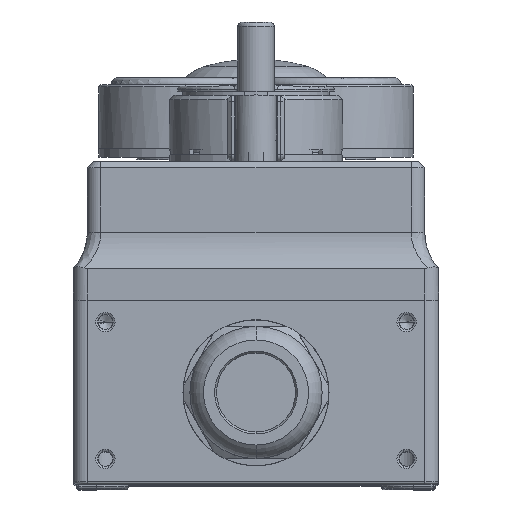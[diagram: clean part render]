
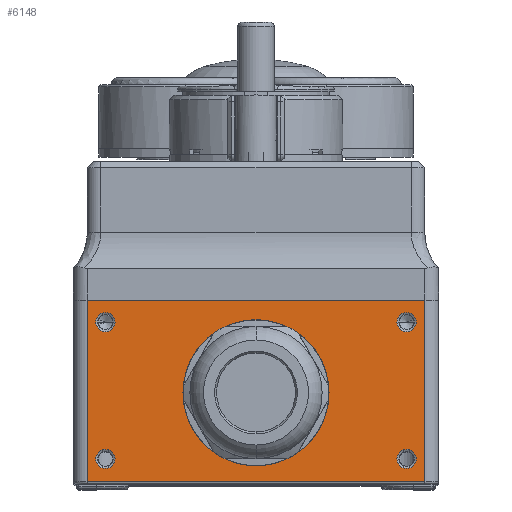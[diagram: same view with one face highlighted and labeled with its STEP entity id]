
A CAD part, top view. The second image highlights one B-rep face of the part: STEP entity #6148.
In plain terms, the highlighted planar face has unit normal (0, 0, 1).
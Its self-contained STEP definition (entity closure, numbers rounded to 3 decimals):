
#645 = DIRECTION ( 'NONE',  ( 1., 0., 0. ) ) ;
#3225 = FACE_BOUND ( 'NONE', #22221, .T. ) ;
#3857 = DIRECTION ( 'NONE',  ( 0., 0., 1. ) ) ;
#4368 = ORIENTED_EDGE ( 'NONE', *, *, #113094, .T. ) ;
#4771 = CARTESIAN_POINT ( 'NONE',  ( -30.9, 35.5, 92.5 ) ) ;
#5760 = ORIENTED_EDGE ( 'NONE', *, *, #108693, .T. ) ;
#6148 = ADVANCED_FACE ( 'NONE', ( #3225, #7173, #132326, #102951, #99047, #65683 ), #55263, .F. ) ;
#7173 = FACE_BOUND ( 'NONE', #37518, .T. ) ;
#9392 = CARTESIAN_POINT ( 'NONE',  ( 35.1, 35.5, 92.5 ) ) ;
#12353 = DIRECTION ( 'NONE',  ( 1., 0., 0. ) ) ;
#12698 = CARTESIAN_POINT ( 'NONE',  ( -30.9, 5.5, 92.5 ) ) ;
#13853 = LINE ( 'NONE', #138580, #35357 ) ;
#13860 = ORIENTED_EDGE ( 'NONE', *, *, #148711, .F. ) ;
#15527 = CIRCLE ( 'NONE', #73541, 2.1 ) ;
#15909 = CARTESIAN_POINT ( 'NONE',  ( 0., 20., 92.5 ) ) ;
#16526 = EDGE_LOOP ( 'NONE', ( #4368, #90849, #76015, #5760 ) ) ;
#18986 = AXIS2_PLACEMENT_3D ( 'NONE', #78651, #3857, #91259 ) ;
#22221 = EDGE_LOOP ( 'NONE', ( #13860, #39074 ) ) ;
#23634 = LINE ( 'NONE', #147251, #148853 ) ;
#24195 = VECTOR ( 'NONE', #132798, 1000. ) ;
#27048 = VERTEX_POINT ( 'NONE', #122069 ) ;
#27948 = ORIENTED_EDGE ( 'NONE', *, *, #43609, .F. ) ;
#28440 = DIRECTION ( 'NONE',  ( 1., 0., 0. ) ) ;
#29224 = CIRCLE ( 'NONE', #96942, 12.6 ) ;
#29269 = CARTESIAN_POINT ( 'NONE',  ( 37., 40.3, 92.5 ) ) ;
#30966 = EDGE_CURVE ( 'NONE', #65149, #154661, #29224, .T. ) ;
#31589 = AXIS2_PLACEMENT_3D ( 'NONE', #67258, #155318, #80441 ) ;
#31651 = ORIENTED_EDGE ( 'NONE', *, *, #144364, .F. ) ;
#32242 = CARTESIAN_POINT ( 'NONE',  ( 33., 5.5, 92.5 ) ) ;
#32753 = CARTESIAN_POINT ( 'NONE',  ( 37., 40.3, 92.5 ) ) ;
#35357 = VECTOR ( 'NONE', #126052, 1000. ) ;
#37518 = EDGE_LOOP ( 'NONE', ( #31651, #132726 ) ) ;
#38918 = CARTESIAN_POINT ( 'NONE',  ( -35.1, 35.5, 92.5 ) ) ;
#39074 = ORIENTED_EDGE ( 'NONE', *, *, #30966, .F. ) ;
#39950 = CARTESIAN_POINT ( 'NONE',  ( 33., 5.5, 92.5 ) ) ;
#41526 = AXIS2_PLACEMENT_3D ( 'NONE', #39950, #127441, #52474 ) ;
#42389 = ORIENTED_EDGE ( 'NONE', *, *, #104873, .F. ) ;
#43308 = VERTEX_POINT ( 'NONE', #9392 ) ;
#43609 = EDGE_CURVE ( 'NONE', #129517, #136492, #111051, .T. ) ;
#44824 = DIRECTION ( 'NONE',  ( -1., 0., 0. ) ) ;
#47394 = CARTESIAN_POINT ( 'NONE',  ( -12.6, 20., 92.5 ) ) ;
#48030 = CARTESIAN_POINT ( 'NONE',  ( 33., 35.5, 92.5 ) ) ;
#48977 = EDGE_LOOP ( 'NONE', ( #133793, #126847 ) ) ;
#51061 = CARTESIAN_POINT ( 'NONE',  ( 33., 35.5, 92.5 ) ) ;
#52474 = DIRECTION ( 'NONE',  ( -1., 0., 0. ) ) ;
#55263 = PLANE ( 'NONE',  #31589 ) ;
#56502 = CIRCLE ( 'NONE', #76442, 2.1 ) ;
#57954 = EDGE_CURVE ( 'NONE', #74247, #43308, #56502, .T. ) ;
#58515 = VERTEX_POINT ( 'NONE', #73839 ) ;
#60457 = CARTESIAN_POINT ( 'NONE',  ( 37., 0.5, 92.5 ) ) ;
#60577 = DIRECTION ( 'NONE',  ( -1., 0., 0. ) ) ;
#63549 = DIRECTION ( 'NONE',  ( -1., 0., 0. ) ) ;
#64268 = EDGE_LOOP ( 'NONE', ( #83614, #42389 ) ) ;
#64816 = DIRECTION ( 'NONE',  ( 0., 0., 1. ) ) ;
#65149 = VERTEX_POINT ( 'NONE', #47394 ) ;
#65683 = FACE_OUTER_BOUND ( 'NONE', #16526, .T. ) ;
#67258 = CARTESIAN_POINT ( 'NONE',  ( -40., 40.3, 92.5 ) ) ;
#70254 = EDGE_LOOP ( 'NONE', ( #76089, #27948 ) ) ;
#72224 = DIRECTION ( 'NONE',  ( 0., 0., 1. ) ) ;
#72688 = EDGE_CURVE ( 'NONE', #155869, #76153, #161156, .T. ) ;
#72802 = VECTOR ( 'NONE', #120441, 1000. ) ;
#73541 = AXIS2_PLACEMENT_3D ( 'NONE', #162120, #87236, #12353 ) ;
#73839 = CARTESIAN_POINT ( 'NONE',  ( 35.1, 5.5, 92.5 ) ) ;
#74247 = VERTEX_POINT ( 'NONE', #89354 ) ;
#74866 = EDGE_CURVE ( 'NONE', #58515, #116874, #134393, .T. ) ;
#75412 = DIRECTION ( 'NONE',  ( 0., 0., 1. ) ) ;
#76015 = ORIENTED_EDGE ( 'NONE', *, *, #127339, .F. ) ;
#76089 = ORIENTED_EDGE ( 'NONE', *, *, #95332, .F. ) ;
#76153 = VERTEX_POINT ( 'NONE', #29269 ) ;
#76442 = AXIS2_PLACEMENT_3D ( 'NONE', #51061, #138532, #63549 ) ;
#78651 = CARTESIAN_POINT ( 'NONE',  ( -33., 35.5, 92.5 ) ) ;
#79628 = AXIS2_PLACEMENT_3D ( 'NONE', #150352, #75412, #645 ) ;
#80441 = DIRECTION ( 'NONE',  ( -1., 0., 0. ) ) ;
#81356 = AXIS2_PLACEMENT_3D ( 'NONE', #139784, #64816, #152301 ) ;
#83614 = ORIENTED_EDGE ( 'NONE', *, *, #74866, .F. ) ;
#87236 = DIRECTION ( 'NONE',  ( 0., 0., 1. ) ) ;
#89354 = CARTESIAN_POINT ( 'NONE',  ( 30.9, 35.5, 92.5 ) ) ;
#90849 = ORIENTED_EDGE ( 'NONE', *, *, #72688, .T. ) ;
#91259 = DIRECTION ( 'NONE',  ( 1., 0., 0. ) ) ;
#95332 = EDGE_CURVE ( 'NONE', #136492, #129517, #15527, .T. ) ;
#96942 = AXIS2_PLACEMENT_3D ( 'NONE', #147182, #72224, #159718 ) ;
#99047 = FACE_BOUND ( 'NONE', #70254, .T. ) ;
#100728 = AXIS2_PLACEMENT_3D ( 'NONE', #15909, #103361, #28440 ) ;
#101235 = CARTESIAN_POINT ( 'NONE',  ( 30.9, 5.5, 92.5 ) ) ;
#102154 = LINE ( 'NONE', #158106, #72802 ) ;
#102951 = FACE_BOUND ( 'NONE', #48977, .T. ) ;
#103361 = DIRECTION ( 'NONE',  ( 0., 0., 1. ) ) ;
#104873 = EDGE_CURVE ( 'NONE', #116874, #58515, #161951, .T. ) ;
#106252 = CIRCLE ( 'NONE', #81356, 2.1 ) ;
#108693 = EDGE_CURVE ( 'NONE', #119269, #27048, #13853, .T. ) ;
#111051 = CIRCLE ( 'NONE', #18986, 2.1 ) ;
#113094 = EDGE_CURVE ( 'NONE', #27048, #155869, #23634, .T. ) ;
#113427 = AXIS2_PLACEMENT_3D ( 'NONE', #32242, #119740, #44824 ) ;
#116874 = VERTEX_POINT ( 'NONE', #101235 ) ;
#117970 = CIRCLE ( 'NONE', #144345, 2.1 ) ;
#119269 = VERTEX_POINT ( 'NONE', #159433 ) ;
#119740 = DIRECTION ( 'NONE',  ( 0., 0., 1. ) ) ;
#120441 = DIRECTION ( 'NONE',  ( 1., 0., 0. ) ) ;
#122069 = CARTESIAN_POINT ( 'NONE',  ( -37., 0.5, 92.5 ) ) ;
#123312 = CIRCLE ( 'NONE', #79628, 2.1 ) ;
#126052 = DIRECTION ( 'NONE',  ( 0., -1., 0. ) ) ;
#126847 = ORIENTED_EDGE ( 'NONE', *, *, #147369, .F. ) ;
#127339 = EDGE_CURVE ( 'NONE', #119269, #76153, #102154, .T. ) ;
#127441 = DIRECTION ( 'NONE',  ( 0., 0., 1. ) ) ;
#129430 = VERTEX_POINT ( 'NONE', #12698 ) ;
#129517 = VERTEX_POINT ( 'NONE', #38918 ) ;
#132326 = FACE_BOUND ( 'NONE', #64268, .T. ) ;
#132726 = ORIENTED_EDGE ( 'NONE', *, *, #57954, .F. ) ;
#132798 = DIRECTION ( 'NONE',  ( 0., 1., 0. ) ) ;
#133793 = ORIENTED_EDGE ( 'NONE', *, *, #142991, .F. ) ;
#134393 = CIRCLE ( 'NONE', #41526, 2.1 ) ;
#134642 = DIRECTION ( 'NONE',  ( 1., 0., 0. ) ) ;
#135514 = DIRECTION ( 'NONE',  ( 0., 0., 1. ) ) ;
#136492 = VERTEX_POINT ( 'NONE', #4771 ) ;
#138532 = DIRECTION ( 'NONE',  ( 0., 0., 1. ) ) ;
#138580 = CARTESIAN_POINT ( 'NONE',  ( -37., 40.3, 92.5 ) ) ;
#139784 = CARTESIAN_POINT ( 'NONE',  ( -33., 5.5, 92.5 ) ) ;
#142991 = EDGE_CURVE ( 'NONE', #129430, #146545, #106252, .T. ) ;
#144345 = AXIS2_PLACEMENT_3D ( 'NONE', #48030, #135514, #60577 ) ;
#144364 = EDGE_CURVE ( 'NONE', #43308, #74247, #117970, .T. ) ;
#146545 = VERTEX_POINT ( 'NONE', #156133 ) ;
#147182 = CARTESIAN_POINT ( 'NONE',  ( 0., 20., 92.5 ) ) ;
#147251 = CARTESIAN_POINT ( 'NONE',  ( -40., 0.5, 92.5 ) ) ;
#147369 = EDGE_CURVE ( 'NONE', #146545, #129430, #123312, .T. ) ;
#148711 = EDGE_CURVE ( 'NONE', #154661, #65149, #160136, .T. ) ;
#148853 = VECTOR ( 'NONE', #134642, 1000. ) ;
#150352 = CARTESIAN_POINT ( 'NONE',  ( -33., 5.5, 92.5 ) ) ;
#152301 = DIRECTION ( 'NONE',  ( 1., 0., 0. ) ) ;
#153841 = CARTESIAN_POINT ( 'NONE',  ( 12.6, 20., 92.5 ) ) ;
#154661 = VERTEX_POINT ( 'NONE', #153841 ) ;
#155318 = DIRECTION ( 'NONE',  ( 0., 0., -1. ) ) ;
#155869 = VERTEX_POINT ( 'NONE', #60457 ) ;
#156133 = CARTESIAN_POINT ( 'NONE',  ( -35.1, 5.5, 92.5 ) ) ;
#158106 = CARTESIAN_POINT ( 'NONE',  ( -40., 40.3, 92.5 ) ) ;
#159433 = CARTESIAN_POINT ( 'NONE',  ( -37., 40.3, 92.5 ) ) ;
#159718 = DIRECTION ( 'NONE',  ( 1., 0., 0. ) ) ;
#160136 = CIRCLE ( 'NONE', #100728, 12.6 ) ;
#161156 = LINE ( 'NONE', #32753, #24195 ) ;
#161951 = CIRCLE ( 'NONE', #113427, 2.1 ) ;
#162120 = CARTESIAN_POINT ( 'NONE',  ( -33., 35.5, 92.5 ) ) ;
